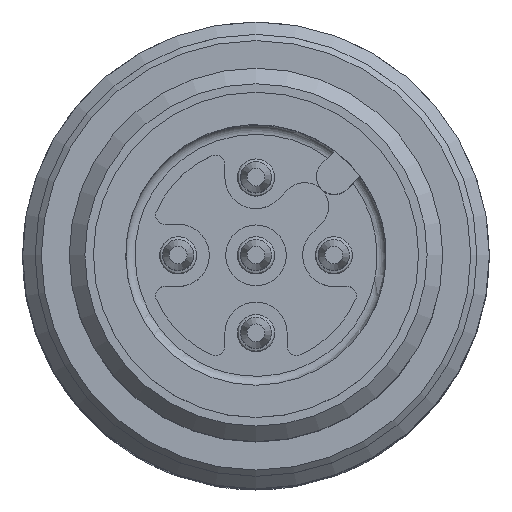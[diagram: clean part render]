
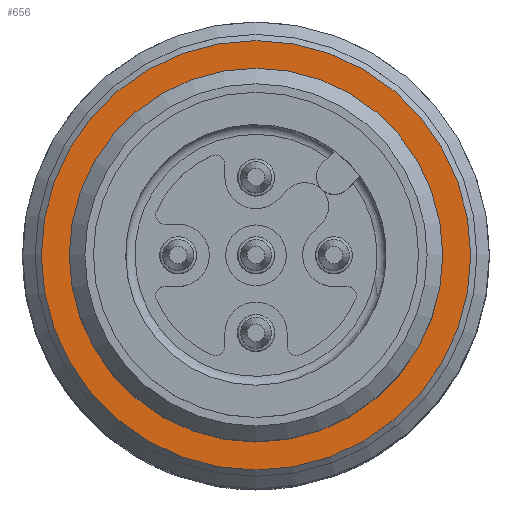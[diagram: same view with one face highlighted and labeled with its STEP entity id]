
A CAD part, top view. The second image highlights one B-rep face of the part: STEP entity #656.
In plain terms, the highlighted planar face has unit normal (0, 0, 1).
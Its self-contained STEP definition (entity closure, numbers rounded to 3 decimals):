
#345=PLANE('',#2841);
#656=ADVANCED_FACE('F161',(#898,#899),#345,.T.);
#898=FACE_BOUND('',#1048,.T.);
#899=FACE_BOUND('',#1049,.T.);
#1048=EDGE_LOOP('',(#1446));
#1049=EDGE_LOOP('',(#1447));
#1446=ORIENTED_EDGE('',*,*,#2364,.T.);
#1447=ORIENTED_EDGE('',*,*,#2363,.F.);
#2079=VERTEX_POINT('',#3794);
#2080=VERTEX_POINT('',#3797);
#2363=EDGE_CURVE('E386',#2079,#2079,#2691,.T.);
#2364=EDGE_CURVE('E385',#2080,#2080,#2692,.T.);
#2691=CIRCLE('',#2838,6.);
#2692=CIRCLE('',#2840,6.9);
#2838=AXIS2_PLACEMENT_3D('',#3793,#3214,#3215);
#2840=AXIS2_PLACEMENT_3D('',#3796,#3218,#3219);
#2841=AXIS2_PLACEMENT_3D('',#3798,#3220,#3221);
#3214=DIRECTION('',(0.,0.,1.));
#3215=DIRECTION('',(0.,-1.,0.));
#3218=DIRECTION('',(0.,0.,1.));
#3219=DIRECTION('',(0.,-1.,0.));
#3220=DIRECTION('',(0.,0.,1.));
#3221=DIRECTION('',(0.,1.,0.));
#3793=CARTESIAN_POINT('',(60.044,60.026,7.45));
#3794=CARTESIAN_POINT('',(60.044,54.026,7.45));
#3796=CARTESIAN_POINT('',(60.044,60.026,7.45));
#3797=CARTESIAN_POINT('',(60.044,53.126,7.45));
#3798=CARTESIAN_POINT('',(67.634,52.436,7.45));
